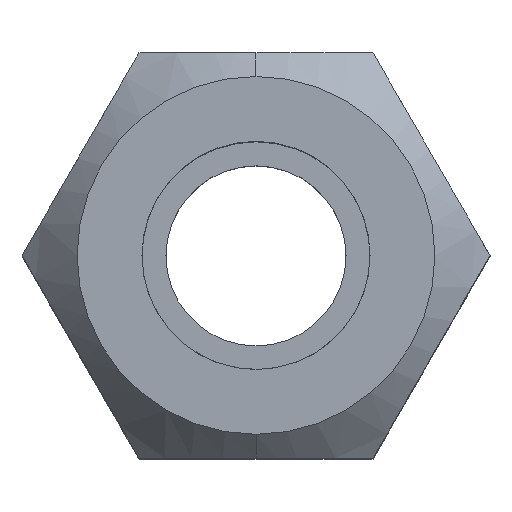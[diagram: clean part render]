
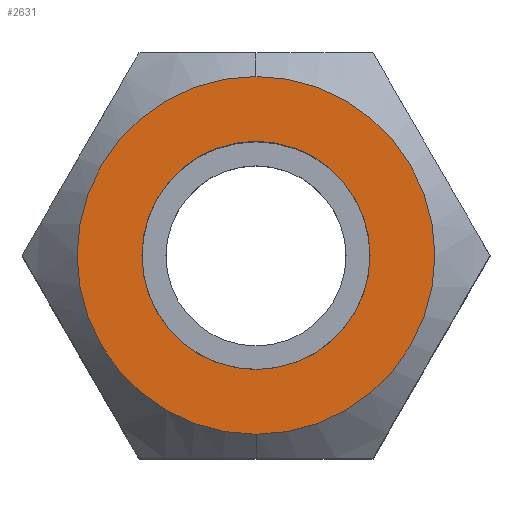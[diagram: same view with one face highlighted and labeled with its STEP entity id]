
A CAD part, top view. The second image highlights one B-rep face of the part: STEP entity #2631.
In plain terms, the highlighted face is planar.
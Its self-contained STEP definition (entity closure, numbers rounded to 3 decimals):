
#1042 = DIRECTION ( 'NONE',  ( 0., -1., 0. ) ) ;
#1043 = DIRECTION ( 'NONE',  ( 0., 0., 1. ) ) ;
#1044 = CARTESIAN_POINT ( 'NONE',  ( 0., 0., -23. ) ) ;
#1045 = AXIS2_PLACEMENT_3D ( 'NONE', #1044, #1043, #1042 ) ;
#1046 = CIRCLE ( 'NONE', #1045, 11.917 ) ;
#1047 = CARTESIAN_POINT ( 'NONE',  ( 0., -11.917, -23. ) ) ;
#1049 = CARTESIAN_POINT ( 'NONE',  ( 0., 11.917, -23. ) ) ;
#1109 = DIRECTION ( 'NONE',  ( 0., -1., 0. ) ) ;
#1110 = DIRECTION ( 'NONE',  ( 0., 0., 1. ) ) ;
#1111 = AXIS2_PLACEMENT_3D ( 'NONE', #1126, #1110, #1109 ) ;
#1124 = CIRCLE ( 'NONE', #1111, 7.6 ) ;
#1126 = CARTESIAN_POINT ( 'NONE',  ( 0., 0., -23. ) ) ;
#1127 = CARTESIAN_POINT ( 'NONE',  ( 0., 7.6, -23. ) ) ;
#1170 = CARTESIAN_POINT ( 'NONE',  ( 0., -7.6, -23. ) ) ;
#1416 = DIRECTION ( 'NONE',  ( 0., -1., 0. ) ) ;
#1417 = DIRECTION ( 'NONE',  ( 0., 0., 1. ) ) ;
#1418 = AXIS2_PLACEMENT_3D ( 'NONE', #1420, #1417, #1416 ) ;
#1420 = CARTESIAN_POINT ( 'NONE',  ( 0., 15.588, -23. ) ) ;
#1421 = PLANE ( 'NONE',  #1418 ) ;
#1422 = FACE_OUTER_BOUND ( 'NONE', #2655, .T. ) ;
#1423 = FACE_BOUND ( 'NONE', #2636, .T. ) ;
#1510 = DIRECTION ( 'NONE',  ( 0., -1., 0. ) ) ;
#1511 = DIRECTION ( 'NONE',  ( 0., 0., 1. ) ) ;
#1512 = CARTESIAN_POINT ( 'NONE',  ( 0., 0., -23. ) ) ;
#1513 = AXIS2_PLACEMENT_3D ( 'NONE', #1512, #1511, #1510 ) ;
#1517 = CIRCLE ( 'NONE', #1513, 7.6 ) ;
#1761 = DIRECTION ( 'NONE',  ( 0., -1., 0. ) ) ;
#1762 = DIRECTION ( 'NONE',  ( 0., 0., 1. ) ) ;
#1763 = CARTESIAN_POINT ( 'NONE',  ( 0., 0., -23. ) ) ;
#1764 = AXIS2_PLACEMENT_3D ( 'NONE', #1763, #1762, #1761 ) ;
#1765 = CIRCLE ( 'NONE', #1764, 11.917 ) ;
#2441 = VERTEX_POINT ( 'NONE', #1049 ) ;
#2446 = VERTEX_POINT ( 'NONE', #1047 ) ;
#2447 = EDGE_CURVE ( 'NONE', #2446, #2441, #1046, .T. ) ;
#2482 = VERTEX_POINT ( 'NONE', #1127 ) ;
#2483 = EDGE_CURVE ( 'NONE', #2482, #2508, #1124, .T. ) ;
#2508 = VERTEX_POINT ( 'NONE', #1170 ) ;
#2631 = ADVANCED_FACE ( 'NONE', ( #1423, #1422 ), #1421, .F. ) ;
#2636 = EDGE_LOOP ( 'NONE', ( #2662, #2660 ) ) ;
#2653 = ORIENTED_EDGE ( 'NONE', *, *, #2447, .F. ) ;
#2655 = EDGE_LOOP ( 'NONE', ( #2653, #2823 ) ) ;
#2660 = ORIENTED_EDGE ( 'NONE', *, *, #2483, .T. ) ;
#2662 = ORIENTED_EDGE ( 'NONE', *, *, #2663, .T. ) ;
#2663 = EDGE_CURVE ( 'NONE', #2508, #2482, #1517, .T. ) ;
#2822 = EDGE_CURVE ( 'NONE', #2441, #2446, #1765, .T. ) ;
#2823 = ORIENTED_EDGE ( 'NONE', *, *, #2822, .F. ) ;
